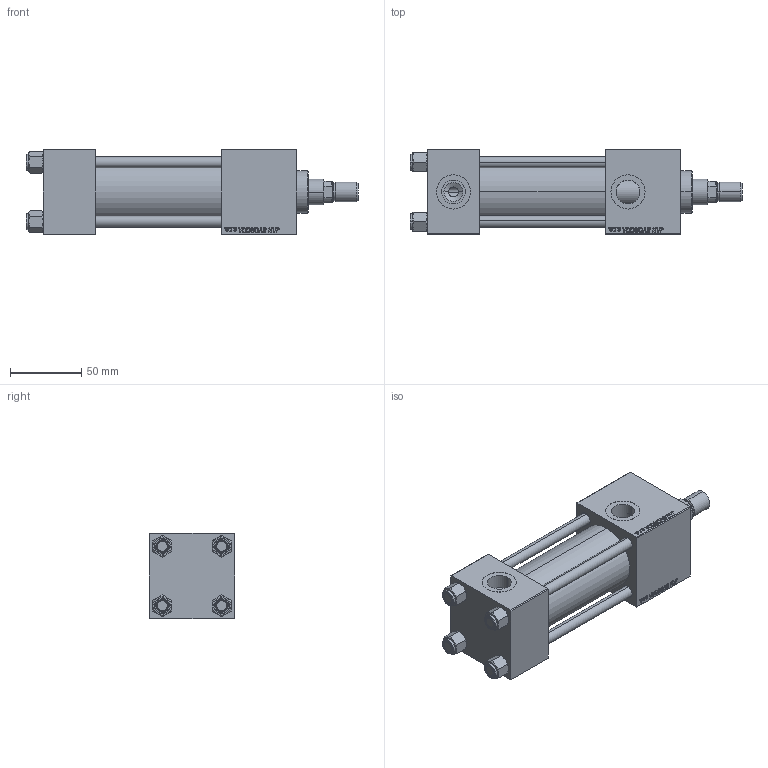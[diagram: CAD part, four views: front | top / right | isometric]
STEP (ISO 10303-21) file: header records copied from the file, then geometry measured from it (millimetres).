
FILE_DESCRIPTION (( 'STEP AP203' ), '1' );
FILE_NAME ('c2ca.STEP', '2022-04-16T06:53:45', ( '' ), ( '' ), 'SwSTEP 2.0', 'SolidWorks 2019', '' );
FILE_SCHEMA (( 'CONFIG_CONTROL_DESIGN' ));
Length unit declared in the file: millimetre
Products named in the file (7): V215CR_C_TYCINKA feaa2da6ebca61ffae0e5cc1dacf3d36; V215CR_C_Body feaa2da6ebca61ffae0e5cc1dacf3d36; NUT_M5_C feaa2da6ebca61ffae0e5cc1dacf3d36; ROD_END_AH feaa2da6ebca61ffae0e5cc1dacf3d36; c2ca; V215_VC_A feaa2da6ebca61ffae0e5cc1dacf3d36; V215CR_VCP_C feaa2da6ebca61ffae0e5cc1dacf3d36
Assembly tree (12 placements, depth 2):
  c2ca
    V215CR_C_Body feaa2da6ebca61ffae0e5cc1dacf3d36
    V215CR_VCP_C feaa2da6ebca61ffae0e5cc1dacf3d36
    NUT_M5_C feaa2da6ebca61ffae0e5cc1dacf3d36  x4
    V215CR_C_TYCINKA feaa2da6ebca61ffae0e5cc1dacf3d36  x4
    V215_VC_A feaa2da6ebca61ffae0e5cc1dacf3d36
    ROD_END_AH feaa2da6ebca61ffae0e5cc1dacf3d36
Bounding box: 233 x 60 x 60 mm (x, y, z)
Volume: 431015.8 mm3; surface area: 119351.5 mm2
Topology: 12 solids, 12 shells, 1168 faces, 2915 edges, 1891 vertices
Faces by surface type: plane 532, bspline 392, cone 140, cylinder 94, torus 10
Entity records: 50850 total; most frequent: CARTESIAN_POINT 27200, ORIENTED_EDGE 5322, DIRECTION 3407, EDGE_CURVE 2661, VERTEX_POINT 1747, VECTOR 1603, LINE 1603, EDGE_LOOP 1180
